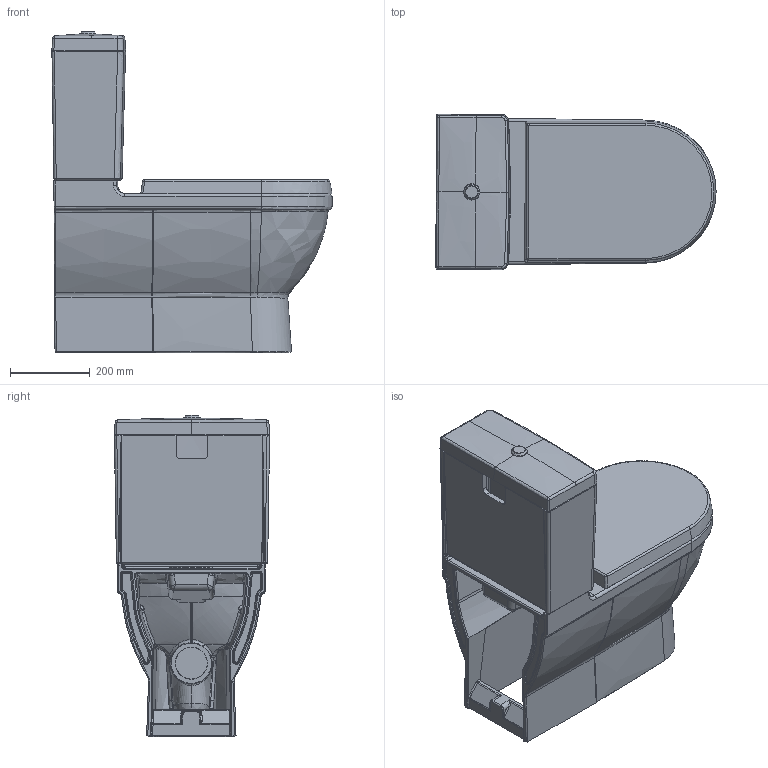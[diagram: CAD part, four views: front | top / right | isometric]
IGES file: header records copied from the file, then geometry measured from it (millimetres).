
Global section: file name: No Iges File Name specified; native system: Autodesk Inventor 2011; preprocessor: AutoDesk Inventor Iges Exporter R2011; author: Administrator; date: 20110529.200948; units: millimetre
Bounding box: 704.98 x 390.44 x 808.74 mm (x, y, z)
Volume: 33131105.5 mm3; surface area: 3197394.5 mm2
Topology: 5 solids, 5 shells, 972 faces, 2387 edges, 1412 vertices
Faces by surface type: bspline 674, plane 114, revolution 90, cylinder 80, torus 8, cone 4, sphere 2
